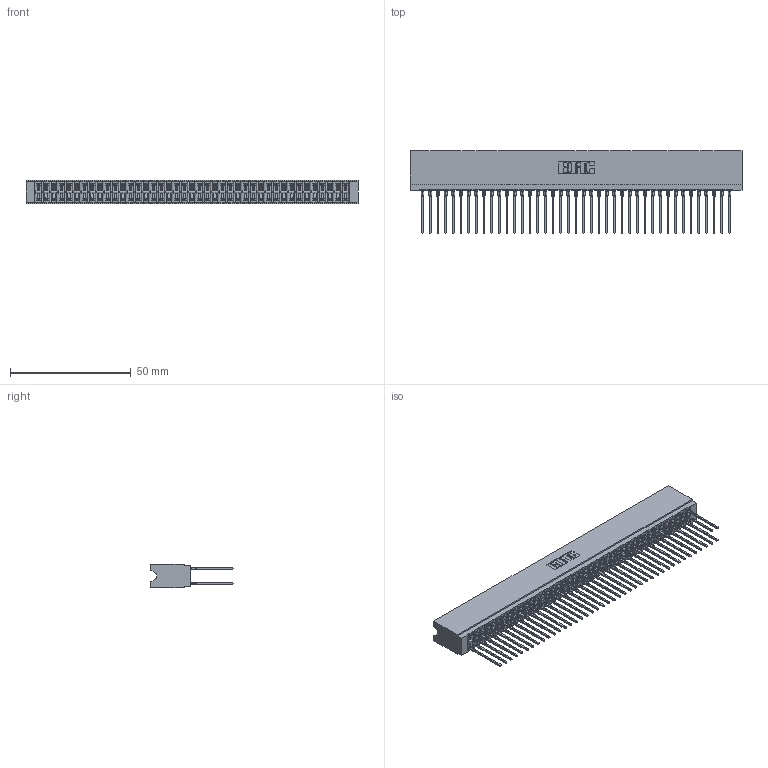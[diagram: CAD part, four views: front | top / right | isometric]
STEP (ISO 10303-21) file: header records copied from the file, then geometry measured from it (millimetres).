
FILE_DESCRIPTION (( 'STEP AP203' ), '1' );
FILE_NAME ('746-082-553-606.STEP', '2026-03-04T17:20:39', ( '' ), ( '' ), 'SwSTEP 2.0', 'SolidWorks 2023', '' );
FILE_SCHEMA (( 'CONFIG_CONTROL_DESIGN' ));
Length unit declared in the file: millimetre
Products named in the file (3): 746-082-553-606; 746-292-001_553; 746 Part_.340 Slot Depth - 06
Assembly tree (83 placements, depth 2):
  746-082-553-606
    746 Part_.340 Slot Depth - 06
    746-292-001_553  x82
Bounding box: 137.41 x 34.2 x 9.91 mm (x, y, z)
Volume: 16154.3 mm3; surface area: 25387.7 mm2
Topology: 83 solids, 83 shells, 7437 faces, 20437 edges, 13008 vertices
Faces by surface type: plane 3828, bspline 1640, cylinder 1477, torus 492
Entity records: 63427 total; most frequent: CARTESIAN_POINT 12618, ORIENTED_EDGE 10904, DIRECTION 9106, EDGE_CURVE 5452, LINE 4858, VECTOR 4858, VERTEX_POINT 3612, AXIS2_PLACEMENT_3D 2124
